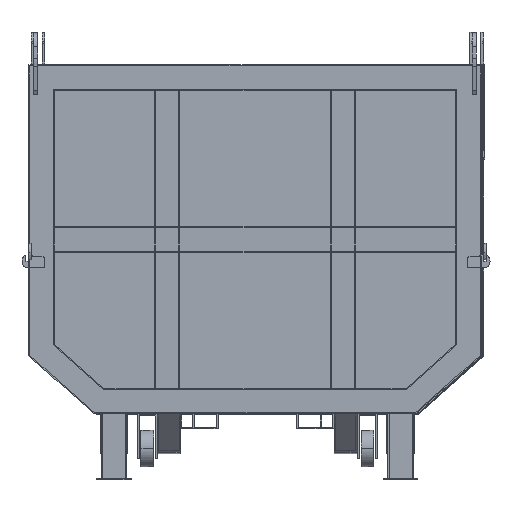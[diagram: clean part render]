
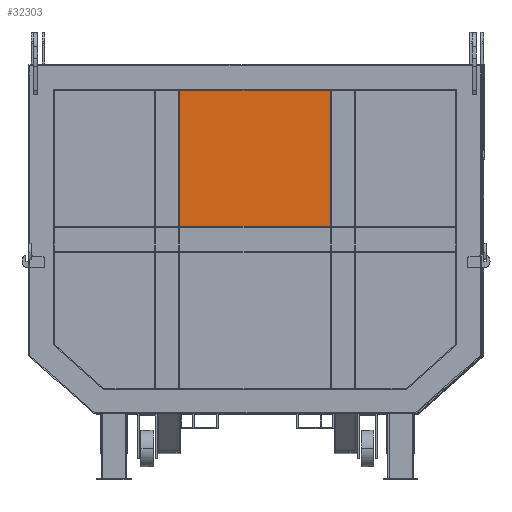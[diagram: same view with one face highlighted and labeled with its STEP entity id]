
A CAD part, top view. The second image highlights one B-rep face of the part: STEP entity #32303.
In plain terms, the highlighted free-form (B-spline) face has degree [1, 1] with [2, 2] control points.
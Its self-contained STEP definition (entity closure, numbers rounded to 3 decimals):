
#32303 = ADVANCED_FACE('',(#32304),#32334,.T.);
#32304 = FACE_BOUND('',#32305,.T.);
#32305 = EDGE_LOOP('',(#32306,#32315,#32322,#32329));
#32306 = ORIENTED_EDGE('',*,*,#32307,.T.);
#32307 = EDGE_CURVE('',#32308,#32310,#32312,.T.);
#32308 = VERTEX_POINT('',#32309);
#32309 = CARTESIAN_POINT('',(740.678,1244.583,
    -60.206));
#32310 = VERTEX_POINT('',#32311);
#32311 = CARTESIAN_POINT('',(1483.859,1244.583,
    -60.206));
#32312 = B_SPLINE_CURVE_WITH_KNOTS('',1,(#32313,#32314),.UNSPECIFIED.,
  .F.,.F.,(2,2),(0.,594.),.PIECEWISE_BEZIER_KNOTS.);
#32313 = CARTESIAN_POINT('',(740.678,1244.583,
    -60.206));
#32314 = CARTESIAN_POINT('',(1483.859,1244.583,
    -60.206));
#32315 = ORIENTED_EDGE('',*,*,#32316,.T.);
#32316 = EDGE_CURVE('',#32310,#32317,#32319,.T.);
#32317 = VERTEX_POINT('',#32318);
#32318 = CARTESIAN_POINT('',(1483.859,1919.572,
    -57.86));
#32319 = B_SPLINE_CURVE_WITH_KNOTS('',1,(#32320,#32321),.UNSPECIFIED.,
  .F.,.F.,(2,2),(0.,539.5),.PIECEWISE_BEZIER_KNOTS.);
#32320 = CARTESIAN_POINT('',(1483.859,1244.583,
    -60.206));
#32321 = CARTESIAN_POINT('',(1483.859,1919.572,
    -57.86));
#32322 = ORIENTED_EDGE('',*,*,#32323,.T.);
#32323 = EDGE_CURVE('',#32317,#32324,#32326,.T.);
#32324 = VERTEX_POINT('',#32325);
#32325 = CARTESIAN_POINT('',(740.678,1919.572,
    -57.86));
#32326 = B_SPLINE_CURVE_WITH_KNOTS('',1,(#32327,#32328),.UNSPECIFIED.,
  .F.,.F.,(2,2),(0.,594.),.PIECEWISE_BEZIER_KNOTS.);
#32327 = CARTESIAN_POINT('',(1483.859,1919.572,
    -57.86));
#32328 = CARTESIAN_POINT('',(740.678,1919.572,
    -57.86));
#32329 = ORIENTED_EDGE('',*,*,#32330,.T.);
#32330 = EDGE_CURVE('',#32324,#32308,#32331,.T.);
#32331 = B_SPLINE_CURVE_WITH_KNOTS('',1,(#32332,#32333),.UNSPECIFIED.,
  .F.,.F.,(2,2),(0.,539.5),.PIECEWISE_BEZIER_KNOTS.);
#32332 = CARTESIAN_POINT('',(740.678,1919.572,
    -57.86));
#32333 = CARTESIAN_POINT('',(740.678,1244.583,
    -60.206));
#32334 = B_SPLINE_SURFACE_WITH_KNOTS('',1,1,(
    (#32335,#32336)
    ,(#32337,#32338
    )),.UNSPECIFIED.,.F.,.F.,.F.,(2,2),(2,2),(-929.465,
    921.735),(-683.815,742.025),
  .PIECEWISE_BEZIER_KNOTS.);
#32335 = CARTESIAN_POINT('',(-45.792,290.065,
    -63.524));
#32336 = CARTESIAN_POINT('',(-45.792,2073.988,
    -57.324));
#32337 = CARTESIAN_POINT('',(2270.329,290.065,
    -63.524));
#32338 = CARTESIAN_POINT('',(2270.329,2073.988,
    -57.324));
